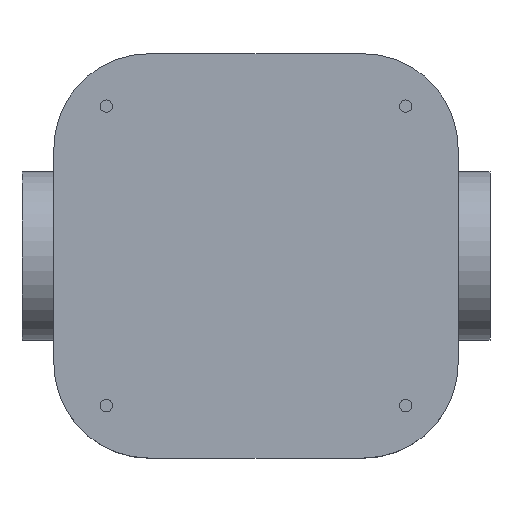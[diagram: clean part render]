
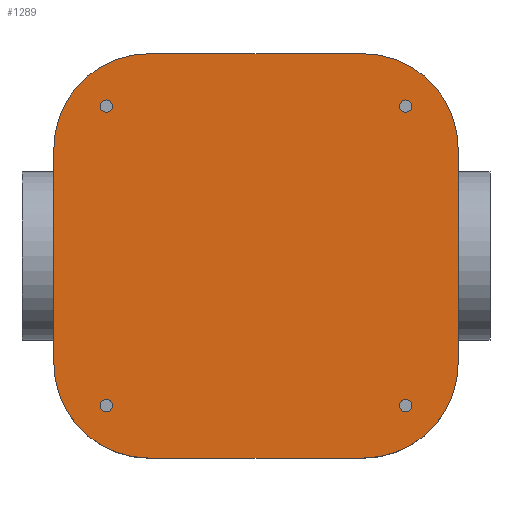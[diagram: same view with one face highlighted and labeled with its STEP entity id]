
A CAD part, top view. The second image highlights one B-rep face of the part: STEP entity #1289.
In plain terms, the highlighted planar face has unit normal (0, 0, 1).
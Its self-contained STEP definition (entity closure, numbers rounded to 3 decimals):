
#77=FACE_BOUND('',#238,.T.);
#78=FACE_BOUND('',#239,.T.);
#79=FACE_BOUND('',#240,.T.);
#80=FACE_BOUND('',#241,.T.);
#101=CIRCLE('',#1424,1.65);
#103=CIRCLE('',#1427,1.65);
#105=CIRCLE('',#1430,1.65);
#107=CIRCLE('',#1433,1.65);
#110=CIRCLE('',#1438,25.4);
#112=CIRCLE('',#1442,25.4);
#114=CIRCLE('',#1446,25.4);
#116=CIRCLE('',#1450,25.4);
#155=FACE_OUTER_BOUND('',#237,.T.);
#237=EDGE_LOOP('',(#1019,#1020,#1021,#1022,#1023,#1024,#1025,#1026));
#238=EDGE_LOOP('',(#1027));
#239=EDGE_LOOP('',(#1028));
#240=EDGE_LOOP('',(#1029));
#241=EDGE_LOOP('',(#1030));
#335=LINE('',#2033,#473);
#339=LINE('',#2045,#477);
#343=LINE('',#2057,#481);
#347=LINE('',#2069,#485);
#473=VECTOR('',#1659,10.);
#477=VECTOR('',#1671,10.);
#481=VECTOR('',#1683,10.);
#485=VECTOR('',#1695,10.);
#601=VERTEX_POINT('',#2003);
#603=VERTEX_POINT('',#2009);
#605=VERTEX_POINT('',#2015);
#607=VERTEX_POINT('',#2021);
#611=VERTEX_POINT('',#2030);
#612=VERTEX_POINT('',#2032);
#614=VERTEX_POINT('',#2038);
#616=VERTEX_POINT('',#2044);
#618=VERTEX_POINT('',#2050);
#620=VERTEX_POINT('',#2056);
#622=VERTEX_POINT('',#2062);
#624=VERTEX_POINT('',#2068);
#737=EDGE_CURVE('',#601,#601,#101,.T.);
#740=EDGE_CURVE('',#603,#603,#103,.T.);
#743=EDGE_CURVE('',#605,#605,#105,.T.);
#746=EDGE_CURVE('',#607,#607,#107,.T.);
#751=EDGE_CURVE('',#612,#611,#335,.T.);
#754=EDGE_CURVE('',#614,#612,#110,.T.);
#757=EDGE_CURVE('',#616,#614,#339,.T.);
#760=EDGE_CURVE('',#618,#616,#112,.T.);
#763=EDGE_CURVE('',#620,#618,#343,.T.);
#766=EDGE_CURVE('',#622,#620,#114,.T.);
#769=EDGE_CURVE('',#624,#622,#347,.T.);
#772=EDGE_CURVE('',#611,#624,#116,.T.);
#1019=ORIENTED_EDGE('',*,*,#772,.T.);
#1020=ORIENTED_EDGE('',*,*,#769,.T.);
#1021=ORIENTED_EDGE('',*,*,#766,.T.);
#1022=ORIENTED_EDGE('',*,*,#763,.T.);
#1023=ORIENTED_EDGE('',*,*,#760,.T.);
#1024=ORIENTED_EDGE('',*,*,#757,.T.);
#1025=ORIENTED_EDGE('',*,*,#754,.T.);
#1026=ORIENTED_EDGE('',*,*,#751,.T.);
#1027=ORIENTED_EDGE('',*,*,#737,.T.);
#1028=ORIENTED_EDGE('',*,*,#740,.T.);
#1029=ORIENTED_EDGE('',*,*,#743,.T.);
#1030=ORIENTED_EDGE('',*,*,#746,.T.);
#1217=PLANE('',#1451);
#1289=ADVANCED_FACE('',(#155,#77,#78,#79,#80),#1217,.T.);
#1424=AXIS2_PLACEMENT_3D('',#2004,#1629,#1630);
#1427=AXIS2_PLACEMENT_3D('',#2010,#1636,#1637);
#1430=AXIS2_PLACEMENT_3D('',#2016,#1643,#1644);
#1433=AXIS2_PLACEMENT_3D('',#2022,#1650,#1651);
#1438=AXIS2_PLACEMENT_3D('',#2039,#1665,#1666);
#1442=AXIS2_PLACEMENT_3D('',#2051,#1677,#1678);
#1446=AXIS2_PLACEMENT_3D('',#2063,#1689,#1690);
#1450=AXIS2_PLACEMENT_3D('',#2073,#1701,#1702);
#1451=AXIS2_PLACEMENT_3D('',#2074,#1703,#1704);
#1629=DIRECTION('center_axis',(0.,0.,-1.));
#1630=DIRECTION('ref_axis',(1.,0.,0.));
#1636=DIRECTION('center_axis',(0.,0.,-1.));
#1637=DIRECTION('ref_axis',(1.,0.,0.));
#1643=DIRECTION('center_axis',(0.,0.,-1.));
#1644=DIRECTION('ref_axis',(1.,0.,0.));
#1650=DIRECTION('center_axis',(0.,0.,-1.));
#1651=DIRECTION('ref_axis',(1.,0.,0.));
#1659=DIRECTION('',(0.,-1.,0.));
#1665=DIRECTION('center_axis',(0.,0.,1.));
#1666=DIRECTION('ref_axis',(0.,1.,0.));
#1671=DIRECTION('',(-1.,0.,0.));
#1677=DIRECTION('center_axis',(0.,0.,1.));
#1678=DIRECTION('ref_axis',(1.,0.,0.));
#1683=DIRECTION('',(0.,1.,0.));
#1689=DIRECTION('center_axis',(0.,0.,1.));
#1690=DIRECTION('ref_axis',(0.,-1.,0.));
#1695=DIRECTION('',(1.,0.,0.));
#1701=DIRECTION('center_axis',(0.,0.,1.));
#1702=DIRECTION('ref_axis',(-1.,0.,0.));
#1703=DIRECTION('center_axis',(0.,0.,1.));
#1704=DIRECTION('ref_axis',(1.,0.,0.));
#2003=CARTESIAN_POINT('',(12.35,14.,28.1));
#2004=CARTESIAN_POINT('Origin',(14.,14.,28.1));
#2009=CARTESIAN_POINT('',(12.35,94.,28.1));
#2010=CARTESIAN_POINT('Origin',(14.,94.,28.1));
#2015=CARTESIAN_POINT('',(92.35,94.,28.1));
#2016=CARTESIAN_POINT('Origin',(94.,94.,28.1));
#2021=CARTESIAN_POINT('',(92.35,14.,28.1));
#2022=CARTESIAN_POINT('Origin',(94.,14.,28.1));
#2030=CARTESIAN_POINT('',(0.,25.4,28.1));
#2032=CARTESIAN_POINT('',(0.,82.6,28.1));
#2033=CARTESIAN_POINT('',(0.,82.6,28.1));
#2038=CARTESIAN_POINT('',(25.4,108.,28.1));
#2039=CARTESIAN_POINT('Origin',(25.4,82.6,28.1));
#2044=CARTESIAN_POINT('',(82.6,108.,28.1));
#2045=CARTESIAN_POINT('',(82.6,108.,28.1));
#2050=CARTESIAN_POINT('',(108.,82.6,28.1));
#2051=CARTESIAN_POINT('Origin',(82.6,82.6,28.1));
#2056=CARTESIAN_POINT('',(108.,25.4,28.1));
#2057=CARTESIAN_POINT('',(108.,25.4,28.1));
#2062=CARTESIAN_POINT('',(82.6,0.,28.1));
#2063=CARTESIAN_POINT('Origin',(82.6,25.4,28.1));
#2068=CARTESIAN_POINT('',(25.4,0.,28.1));
#2069=CARTESIAN_POINT('',(25.4,0.,28.1));
#2073=CARTESIAN_POINT('Origin',(25.4,25.4,28.1));
#2074=CARTESIAN_POINT('Origin',(54.,54.,28.1));
